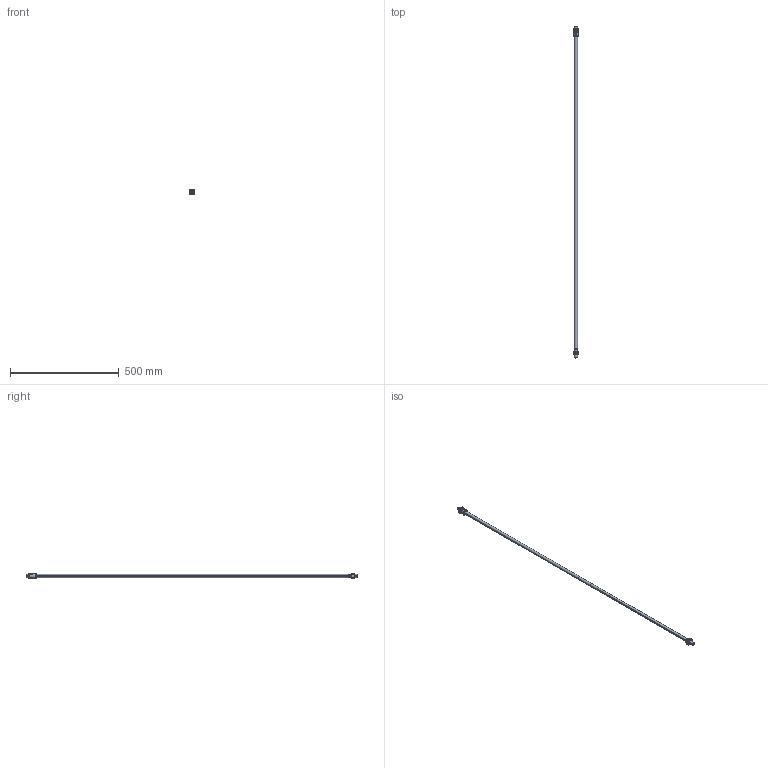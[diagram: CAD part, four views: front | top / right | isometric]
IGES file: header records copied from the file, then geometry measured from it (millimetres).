
Start section:  PTC IGES file: ff1-cn521ta009450p_asm.igs
Global section: file name: ff1-cn521ta009450p_asm.igs; native system: Creo Parametric by PTC Inc.; preprocessor: 2022162; author: 10114231; organization: Unknown; date: 20230712.133314; units: millimetre
Bounding box: 24.13 x 1529.94 x 24.11 mm (x, y, z)
Surface area: 171688.2 mm2 (no closed solid volume)
Topology: 0 solids, 0 shells, 358 faces, 4426 edges, 5844 vertices
Faces by surface type: revolution 264, bspline 94
